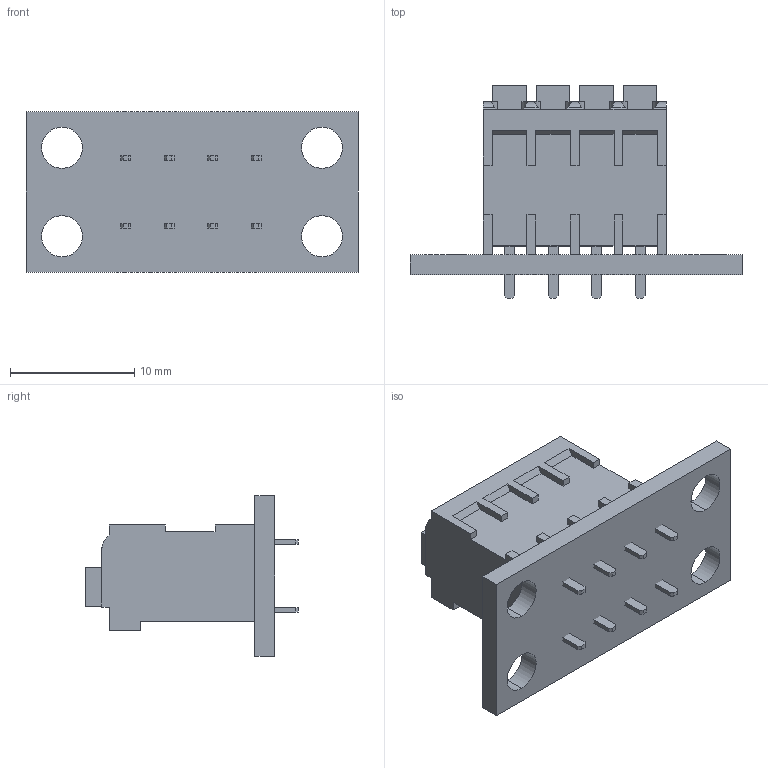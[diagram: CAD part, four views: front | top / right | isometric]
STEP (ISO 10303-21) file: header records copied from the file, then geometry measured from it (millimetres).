
FILE_DESCRIPTION (( 'STEP AP214' ), '1' );
FILE_NAME ('CAN_CON.STEP', '2016-01-04T21:55:40', ( '' ), ( '' ), 'SwSTEP 2.0', 'SolidWorks 2015', '' );
FILE_SCHEMA (( 'AUTOMOTIVE_DESIGN' ));
Length unit declared in the file: inch
Products named in the file (1): CAN_CON
Bounding box: 26.7 x 17.1 x 12.9 mm (x, y, z)
Surface area: 1926.2 mm2 (no closed solid volume)
Topology: 0 solids, 10 shells, 236 faces, 721 edges, 478 vertices
Faces by surface type: plane 203, cylinder 33
Entity records: 11033 total; most frequent: CARTESIAN_POINT 1576, ORIENTED_EDGE 1326, DIRECTION 1237, EDGE_CURVE 721, VECTOR 607, LINE 607, VERTEX_POINT 478, AXIS2_PLACEMENT_3D 315
